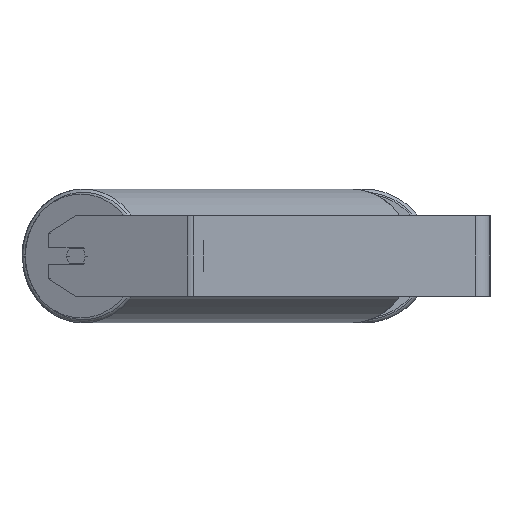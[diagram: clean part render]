
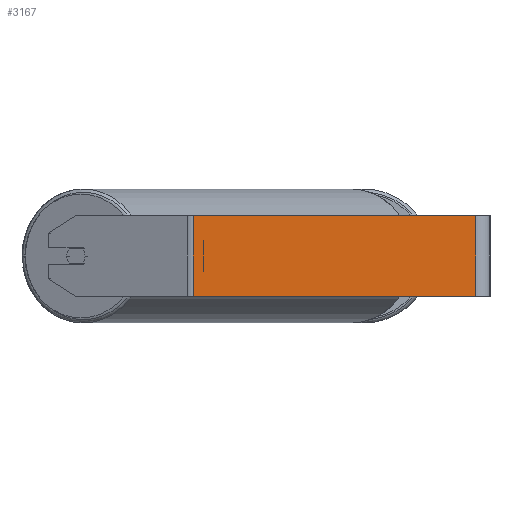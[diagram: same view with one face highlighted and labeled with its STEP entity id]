
A CAD part, left-side view. The second image highlights one B-rep face of the part: STEP entity #3167.
In plain terms, the highlighted planar face has unit normal (-1, 0, 0).
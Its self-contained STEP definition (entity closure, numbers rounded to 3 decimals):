
#29 = DIRECTION ( 'NONE',  ( 0., -1., 0. ) ) ;
#81 = CARTESIAN_POINT ( 'NONE',  ( -1000., 297.67, 40. ) ) ;
#341 = ORIENTED_EDGE ( 'NONE', *, *, #5607, .F. ) ;
#358 = VERTEX_POINT ( 'NONE', #3726 ) ;
#604 = CARTESIAN_POINT ( 'NONE',  ( -1000., 297.67, 40. ) ) ;
#875 = VERTEX_POINT ( 'NONE', #6802 ) ;
#1719 = CARTESIAN_POINT ( 'NONE',  ( -1000., 297.67, -40. ) ) ;
#2152 = LINE ( 'NONE', #5556, #4570 ) ;
#2525 = ORIENTED_EDGE ( 'NONE', *, *, #4641, .T. ) ;
#2676 = FACE_OUTER_BOUND ( 'NONE', #8596, .T. ) ;
#2920 = EDGE_CURVE ( 'NONE', #358, #6103, #2152, .T. ) ;
#3167 = ADVANCED_FACE ( 'NONE', ( #2676 ), #6660, .F. ) ;
#3726 = CARTESIAN_POINT ( 'NONE',  ( -1000., 14., 40. ) ) ;
#4570 = VECTOR ( 'NONE', #8271, 1000. ) ;
#4641 = EDGE_CURVE ( 'NONE', #875, #8631, #8564, .T. ) ;
#4800 = DIRECTION ( 'NONE',  ( 0., 0., -1. ) ) ;
#5028 = ORIENTED_EDGE ( 'NONE', *, *, #8057, .T. ) ;
#5127 = ORIENTED_EDGE ( 'NONE', *, *, #2920, .F. ) ;
#5417 = LINE ( 'NONE', #81, #6433 ) ;
#5556 = CARTESIAN_POINT ( 'NONE',  ( -1000., 14., 40. ) ) ;
#5561 = VECTOR ( 'NONE', #6518, 1000. ) ;
#5607 = EDGE_CURVE ( 'NONE', #875, #358, #5417, .T. ) ;
#6103 = VERTEX_POINT ( 'NONE', #6383 ) ;
#6383 = CARTESIAN_POINT ( 'NONE',  ( -1000., 14., -40. ) ) ;
#6433 = VECTOR ( 'NONE', #29, 1000. ) ;
#6480 = CARTESIAN_POINT ( 'NONE',  ( -1000., 294.566, 40. ) ) ;
#6518 = DIRECTION ( 'NONE',  ( 0., 0., -1. ) ) ;
#6660 = PLANE ( 'NONE',  #6982 ) ;
#6802 = CARTESIAN_POINT ( 'NONE',  ( -1000., 294.566, 40. ) ) ;
#6982 = AXIS2_PLACEMENT_3D ( 'NONE', #604, #7331, #4800 ) ;
#7142 = CARTESIAN_POINT ( 'NONE',  ( -1000., 294.566, -40. ) ) ;
#7331 = DIRECTION ( 'NONE',  ( 1., 0., 0. ) ) ;
#7617 = DIRECTION ( 'NONE',  ( 0., -1., 0. ) ) ;
#8057 = EDGE_CURVE ( 'NONE', #8631, #6103, #8323, .T. ) ;
#8271 = DIRECTION ( 'NONE',  ( 0., 0., -1. ) ) ;
#8323 = LINE ( 'NONE', #1719, #8597 ) ;
#8564 = LINE ( 'NONE', #6480, #5561 ) ;
#8596 = EDGE_LOOP ( 'NONE', ( #5028, #5127, #341, #2525 ) ) ;
#8597 = VECTOR ( 'NONE', #7617, 1000. ) ;
#8631 = VERTEX_POINT ( 'NONE', #7142 ) ;
